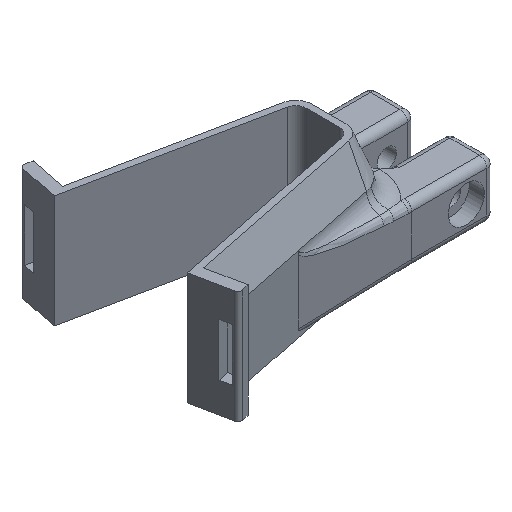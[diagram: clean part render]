
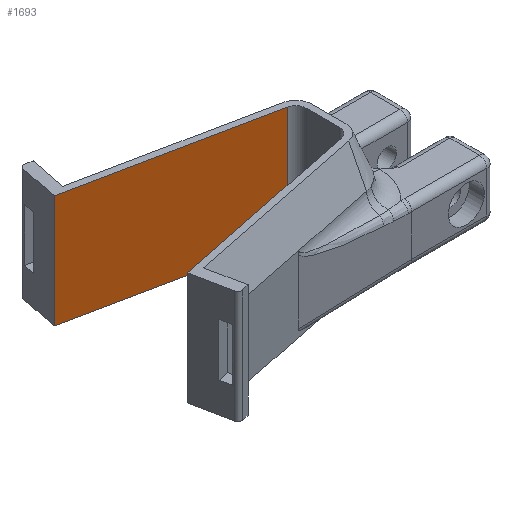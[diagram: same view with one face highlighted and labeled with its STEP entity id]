
A CAD part, isometric view. The second image highlights one B-rep face of the part: STEP entity #1693.
In plain terms, the highlighted planar face has unit normal (-0.201, -0.98, 0).
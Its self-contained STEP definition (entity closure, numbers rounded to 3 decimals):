
#265=FACE_OUTER_BOUND('',#372,.T.);
#372=EDGE_LOOP('',(#1437,#1438,#1439,#1440));
#494=LINE('',#3032,#639);
#495=LINE('',#3035,#640);
#496=LINE('',#3037,#641);
#497=LINE('',#3038,#642);
#639=VECTOR('',#2312,10.);
#640=VECTOR('',#2315,10.);
#641=VECTOR('',#2316,10.);
#642=VECTOR('',#2317,10.);
#801=VERTEX_POINT('',#3028);
#802=VERTEX_POINT('',#3030);
#803=VERTEX_POINT('',#3034);
#804=VERTEX_POINT('',#3036);
#1028=EDGE_CURVE('',#801,#802,#494,.T.);
#1029=EDGE_CURVE('',#803,#801,#495,.T.);
#1030=EDGE_CURVE('',#804,#802,#496,.T.);
#1031=EDGE_CURVE('',#803,#804,#497,.T.);
#1437=ORIENTED_EDGE('',*,*,#1029,.T.);
#1438=ORIENTED_EDGE('',*,*,#1028,.T.);
#1439=ORIENTED_EDGE('',*,*,#1030,.F.);
#1440=ORIENTED_EDGE('',*,*,#1031,.F.);
#1594=PLANE('',#1880);
#1693=ADVANCED_FACE('',(#265),#1594,.T.);
#1880=AXIS2_PLACEMENT_3D('',#3033,#2313,#2314);
#2312=DIRECTION('',(0.,0.,1.));
#2313=DIRECTION('center_axis',(-0.201,-0.98,0.));
#2314=DIRECTION('ref_axis',(0.98,-0.201,0.));
#2315=DIRECTION('',(0.98,-0.201,0.));
#2316=DIRECTION('',(0.98,-0.201,0.));
#2317=DIRECTION('',(0.,0.,1.));
#3028=CARTESIAN_POINT('',(-9.437,7.172,0.));
#3030=CARTESIAN_POINT('',(-9.437,7.172,30.));
#3032=CARTESIAN_POINT('',(-9.437,7.172,0.));
#3033=CARTESIAN_POINT('Origin',(-60.94,17.744,0.));
#3034=CARTESIAN_POINT('',(-60.94,17.744,0.));
#3035=CARTESIAN_POINT('',(-60.94,17.744,0.));
#3036=CARTESIAN_POINT('',(-60.94,17.744,30.));
#3037=CARTESIAN_POINT('',(-60.94,17.744,30.));
#3038=CARTESIAN_POINT('',(-60.94,17.744,0.));
